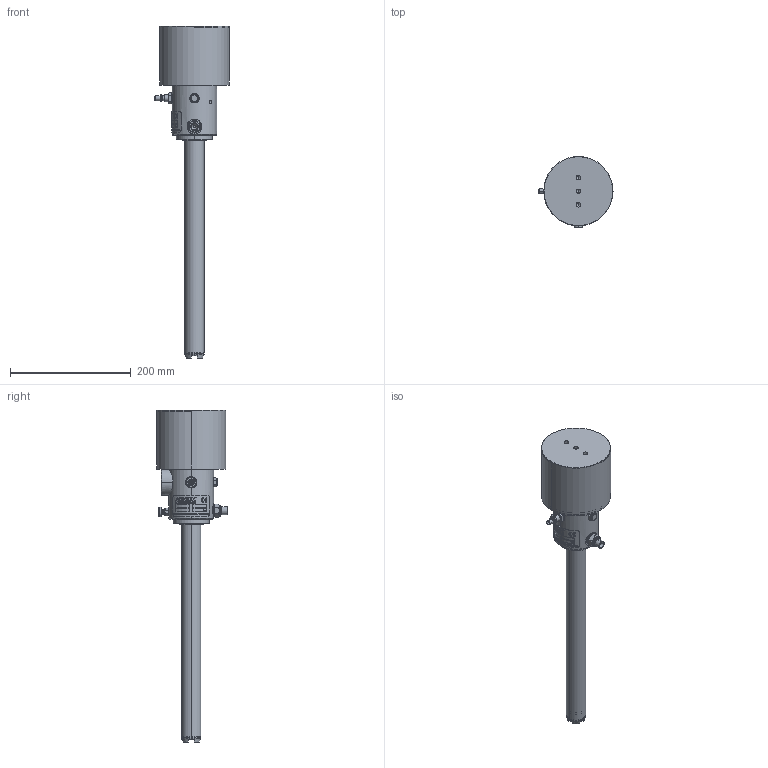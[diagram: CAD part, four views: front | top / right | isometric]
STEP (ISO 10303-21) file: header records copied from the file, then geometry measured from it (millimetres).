
FILE_DESCRIPTION((''),'2;1');
FILE_NAME('40361-00_A12_SW0001','2025-12-05T15:40:42',('julian.egg'),(''),'CREO PARAMETRIC BY PTC INC, 2025323','CREO PARAMETRIC BY PTC INC, 2025323','');
FILE_SCHEMA(('CONFIG_CONTROL_DESIGN'));
Products named in the file (1): 40361-00_A12_SW0001
Bounding box: 123.1 x 117.6 x 551 mm (x, y, z)
Volume: 844679.9 mm3; surface area: 237159.6 mm2
Topology: 1 solids, 4 shells, 3456 faces, 9471 edges, 6232 vertices
Faces by surface type: plane 1505, bspline 1400, cylinder 353, cone 122, torus 68, sphere 8
Entity records: 143507 total; most frequent: CARTESIAN_POINT 60977, ORIENTED_EDGE 18890, DIRECTION 13874, EDGE_CURVE 9445, VECTOR 6634, LINE 6634, VERTEX_POINT 6232, EDGE_LOOP 3713
